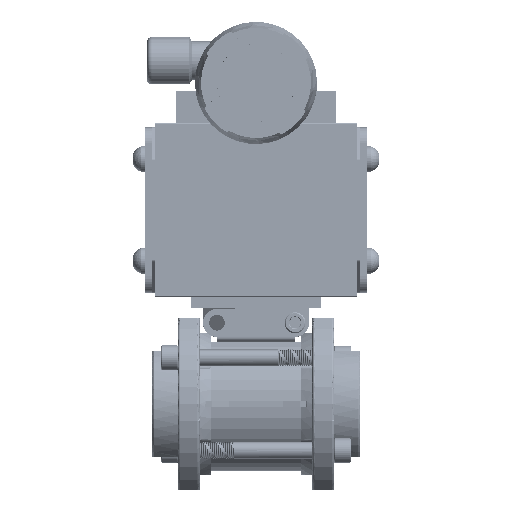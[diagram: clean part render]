
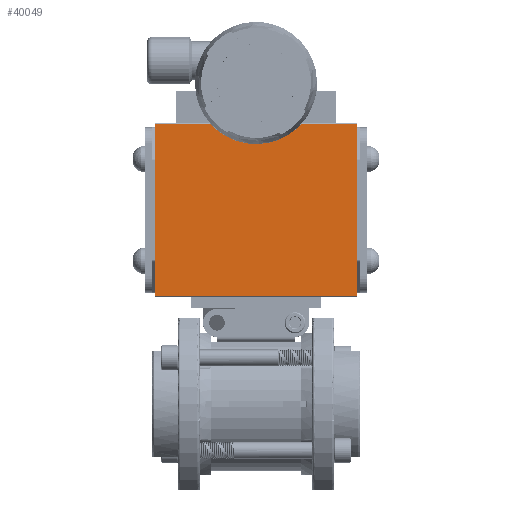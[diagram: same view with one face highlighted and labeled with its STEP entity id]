
A CAD part, top view. The second image highlights one B-rep face of the part: STEP entity #40049.
In plain terms, the highlighted planar face has unit normal (0, 0, 1).
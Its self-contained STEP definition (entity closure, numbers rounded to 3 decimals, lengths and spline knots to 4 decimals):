
#2823 = CARTESIAN_POINT ( 'NONE',  ( -2.273, 2.423, 1.55 ) ) ;
#7470 = ORIENTED_EDGE ( 'NONE', *, *, #74990, .T. ) ;
#9936 = PLANE ( 'NONE',  #87995 ) ;
#15352 = VECTOR ( 'NONE', #23364, 39.3701 ) ;
#18146 = VERTEX_POINT ( 'NONE', #54479 ) ;
#20197 = DIRECTION ( 'NONE',  ( 0., -1., 0. ) ) ;
#23364 = DIRECTION ( 'NONE',  ( 1., 0., 0. ) ) ;
#27073 = CARTESIAN_POINT ( 'NONE',  ( -2.253, 6.283, 1.55 ) ) ;
#28823 = VECTOR ( 'NONE', #46739, 39.3701 ) ;
#40049 = ADVANCED_FACE ( 'NONE', ( #65187 ), #9936, .F. ) ;
#40994 = CARTESIAN_POINT ( 'NONE',  ( -2.273, 6.283, 1.55 ) ) ;
#44078 = ORIENTED_EDGE ( 'NONE', *, *, #116448, .T. ) ;
#44320 = VERTEX_POINT ( 'NONE', #52172 ) ;
#46739 = DIRECTION ( 'NONE',  ( 0., -1., 0. ) ) ;
#47815 = DIRECTION ( 'NONE',  ( 0., 1., 0. ) ) ;
#48493 = EDGE_CURVE ( 'NONE', #44320, #57835, #77897, .T. ) ;
#49894 = VERTEX_POINT ( 'NONE', #27073 ) ;
#51208 = ORIENTED_EDGE ( 'NONE', *, *, #89091, .T. ) ;
#52172 = CARTESIAN_POINT ( 'NONE',  ( 2.253, 2.423, 1.55 ) ) ;
#54479 = CARTESIAN_POINT ( 'NONE',  ( -2.253, 2.423, 1.55 ) ) ;
#57835 = VERTEX_POINT ( 'NONE', #125407 ) ;
#60626 = DIRECTION ( 'NONE',  ( -1., 0., 0. ) ) ;
#65187 = FACE_OUTER_BOUND ( 'NONE', #130184, .T. ) ;
#69538 = LINE ( 'NONE', #2823, #15352 ) ;
#74990 = EDGE_CURVE ( 'NONE', #18146, #44320, #69538, .T. ) ;
#76415 = LINE ( 'NONE', #40994, #126954 ) ;
#77897 = LINE ( 'NONE', #78027, #128408 ) ;
#78027 = CARTESIAN_POINT ( 'NONE',  ( 2.253, 6.303, 1.55 ) ) ;
#81069 = DIRECTION ( 'NONE',  ( 0., 0., -1. ) ) ;
#87995 = AXIS2_PLACEMENT_3D ( 'NONE', #89566, #81069, #20197 ) ;
#89091 = EDGE_CURVE ( 'NONE', #49894, #18146, #89208, .T. ) ;
#89208 = LINE ( 'NONE', #127711, #28823 ) ;
#89566 = CARTESIAN_POINT ( 'NONE',  ( -2.273, 6.303, 1.55 ) ) ;
#116448 = EDGE_CURVE ( 'NONE', #57835, #49894, #76415, .T. ) ;
#125407 = CARTESIAN_POINT ( 'NONE',  ( 2.253, 6.283, 1.55 ) ) ;
#126954 = VECTOR ( 'NONE', #60626, 39.3701 ) ;
#127711 = CARTESIAN_POINT ( 'NONE',  ( -2.253, 2.403, 1.55 ) ) ;
#128408 = VECTOR ( 'NONE', #47815, 39.3701 ) ;
#130184 = EDGE_LOOP ( 'NONE', ( #131238, #44078, #51208, #7470 ) ) ;
#131238 = ORIENTED_EDGE ( 'NONE', *, *, #48493, .T. ) ;
